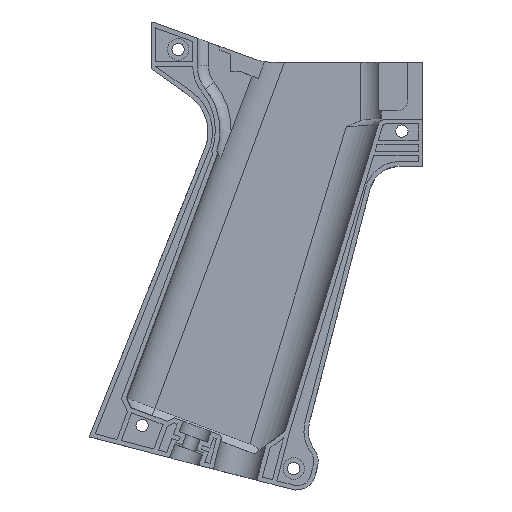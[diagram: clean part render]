
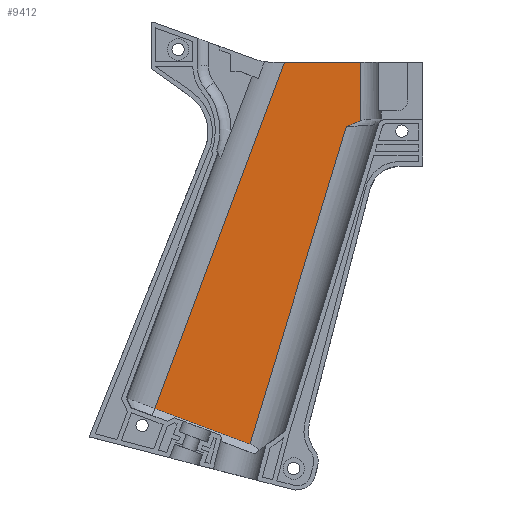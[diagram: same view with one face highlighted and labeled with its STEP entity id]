
A CAD part, left-side view. The second image highlights one B-rep face of the part: STEP entity #9412.
In plain terms, the highlighted planar face has unit normal (-1, 0, 0).
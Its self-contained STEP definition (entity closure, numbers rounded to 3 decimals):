
#244=B_SPLINE_CURVE_WITH_KNOTS('',3,(#19319,#19320,#19321,#19322,#19323,
#19324,#19325,#19326),.UNSPECIFIED.,.F.,.F.,(4,2,2,4),(-0.002,
0.,0.394,0.41),.UNSPECIFIED.);
#927=FACE_OUTER_BOUND('',#1439,.T.);
#1439=EDGE_LOOP('',(#8113,#8114,#8115,#8116,#8117,#8118));
#2414=LINE('',#18930,#3427);
#2467=LINE('',#19287,#3480);
#2470=LINE('',#19317,#3483);
#2471=LINE('',#19328,#3484);
#2472=LINE('',#19329,#3485);
#3427=VECTOR('',#11939,10.);
#3480=VECTOR('',#12084,8.);
#3483=VECTOR('',#12095,8.);
#3484=VECTOR('',#12096,6.);
#3485=VECTOR('',#12097,10.);
#4319=VERTEX_POINT('',#15580);
#4396=VERTEX_POINT('',#18928);
#4428=VERTEX_POINT('',#19286);
#4435=VERTEX_POINT('',#19316);
#4436=VERTEX_POINT('',#19318);
#4437=VERTEX_POINT('',#19327);
#5647=EDGE_CURVE('',#4396,#4319,#2414,.T.);
#5718=EDGE_CURVE('',#4428,#4319,#2467,.T.);
#5726=EDGE_CURVE('',#4435,#4396,#2470,.T.);
#5727=EDGE_CURVE('',#4435,#4436,#244,.T.);
#5728=EDGE_CURVE('',#4436,#4437,#2471,.T.);
#5729=EDGE_CURVE('',#4437,#4428,#2472,.T.);
#8113=ORIENTED_EDGE('',*,*,#5726,.F.);
#8114=ORIENTED_EDGE('',*,*,#5727,.T.);
#8115=ORIENTED_EDGE('',*,*,#5728,.T.);
#8116=ORIENTED_EDGE('',*,*,#5729,.T.);
#8117=ORIENTED_EDGE('',*,*,#5718,.T.);
#8118=ORIENTED_EDGE('',*,*,#5647,.F.);
#8970=PLANE('',#10050);
#9412=ADVANCED_FACE('',(#927),#8970,.F.);
#10050=AXIS2_PLACEMENT_3D('',#19315,#12093,#12094);
#11939=DIRECTION('',(0.,0.937,0.35));
#12084=DIRECTION('',(0.,0.35,-0.937));
#12093=DIRECTION('center_axis',(1.,0.,0.));
#12094=DIRECTION('ref_axis',(0.,1.,0.));
#12095=DIRECTION('',(0.,0.291,-0.957));
#12096=DIRECTION('',(0.,0.,1.));
#12097=DIRECTION('',(0.,1.,0.));
#15580=CARTESIAN_POINT('',(12.5,94.289,-93.765));
#18928=CARTESIAN_POINT('',(12.5,68.976,-103.233));
#18930=CARTESIAN_POINT('',(12.5,89.334,-95.618));
#19286=CARTESIAN_POINT('',(12.5,59.765,-1.465));
#19287=CARTESIAN_POINT('',(12.5,60.021,-2.149));
#19315=CARTESIAN_POINT('Origin',(12.5,67.731,-48.643));
#19316=CARTESIAN_POINT('',(12.5,43.269,-18.7));
#19317=CARTESIAN_POINT('',(12.5,50.898,-43.786));
#19318=CARTESIAN_POINT('',(12.5,39.474,-17.118));
#19319=CARTESIAN_POINT('Ctrl Pts',(12.5,43.269,-18.7));
#19320=CARTESIAN_POINT('Ctrl Pts',(12.5,43.264,-18.698));
#19321=CARTESIAN_POINT('Ctrl Pts',(12.5,43.259,-18.695));
#19322=CARTESIAN_POINT('Ctrl Pts',(12.5,42.068,-18.131));
#19323=CARTESIAN_POINT('Ctrl Pts',(12.5,40.842,-17.552));
#19324=CARTESIAN_POINT('Ctrl Pts',(12.5,39.576,-17.149));
#19325=CARTESIAN_POINT('Ctrl Pts',(12.5,39.525,-17.133));
#19326=CARTESIAN_POINT('Ctrl Pts',(12.5,39.474,-17.118));
#19327=CARTESIAN_POINT('',(12.5,39.474,-1.465));
#19328=CARTESIAN_POINT('',(12.5,39.474,-1.465));
#19329=CARTESIAN_POINT('',(12.5,62.287,-1.465));
